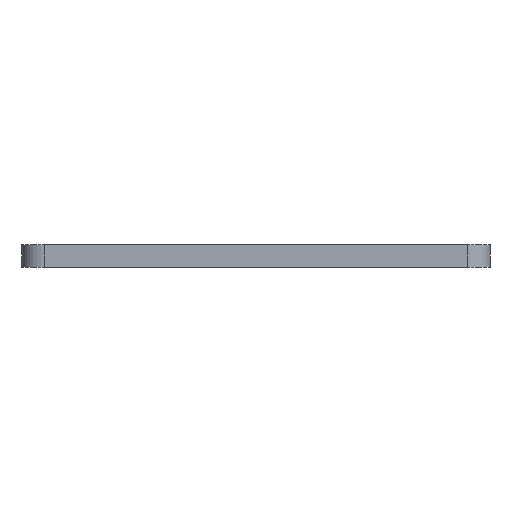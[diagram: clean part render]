
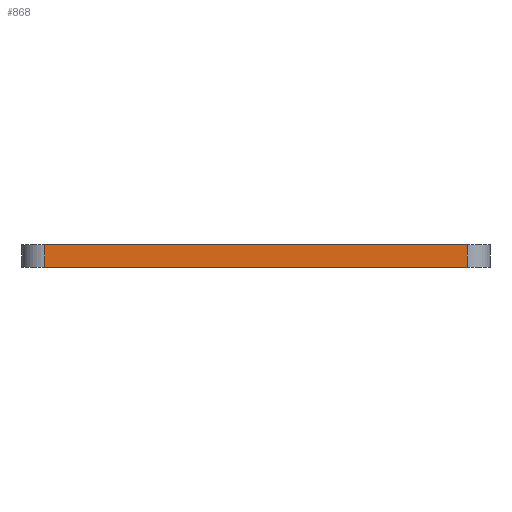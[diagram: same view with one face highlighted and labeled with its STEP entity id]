
A CAD part, left-side view. The second image highlights one B-rep face of the part: STEP entity #868.
In plain terms, the highlighted planar face has unit normal (-1, 0, 0).
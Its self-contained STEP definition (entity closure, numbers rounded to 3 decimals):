
#71=LINE('',#1413,#143);
#84=LINE('',#1452,#156);
#85=LINE('',#1454,#157);
#86=LINE('',#1455,#158);
#143=VECTOR('',#1166,3.);
#156=VECTOR('',#1205,3.);
#157=VECTOR('',#1208,56.);
#158=VECTOR('',#1209,56.);
#176=PLANE('',#959);
#248=FACE_OUTER_BOUND('',#296,.T.);
#296=EDGE_LOOP('',(#719,#720,#721,#722));
#435=VERTEX_POINT('',#1409);
#437=VERTEX_POINT('',#1412);
#449=VERTEX_POINT('',#1448);
#450=VERTEX_POINT('',#1450);
#546=EDGE_CURVE('',#435,#437,#71,.T.);
#566=EDGE_CURVE('',#449,#450,#84,.T.);
#567=EDGE_CURVE('',#449,#435,#85,.T.);
#568=EDGE_CURVE('',#437,#450,#86,.T.);
#719=ORIENTED_EDGE('',*,*,#567,.F.);
#720=ORIENTED_EDGE('',*,*,#566,.T.);
#721=ORIENTED_EDGE('',*,*,#568,.F.);
#722=ORIENTED_EDGE('',*,*,#546,.F.);
#868=ADVANCED_FACE('',(#248),#176,.T.);
#959=AXIS2_PLACEMENT_3D('',#1453,#1206,#1207);
#1166=DIRECTION('',(0.,0.,1.));
#1205=DIRECTION('',(0.,0.,1.));
#1206=DIRECTION('center_axis',(-1.,0.,0.));
#1207=DIRECTION('ref_axis',(0.,-1.,0.));
#1208=DIRECTION('',(0.,1.,0.));
#1209=DIRECTION('',(0.,-1.,0.));
#1409=CARTESIAN_POINT('',(557.848,397.826,0.));
#1412=CARTESIAN_POINT('',(557.848,397.826,3.));
#1413=CARTESIAN_POINT('',(557.848,397.826,0.));
#1448=CARTESIAN_POINT('',(557.848,341.826,0.));
#1450=CARTESIAN_POINT('',(557.848,341.826,3.));
#1452=CARTESIAN_POINT('',(557.848,341.826,0.));
#1453=CARTESIAN_POINT('Origin',(557.848,397.826,0.));
#1454=CARTESIAN_POINT('',(557.848,341.826,0.));
#1455=CARTESIAN_POINT('',(557.848,341.826,3.));
